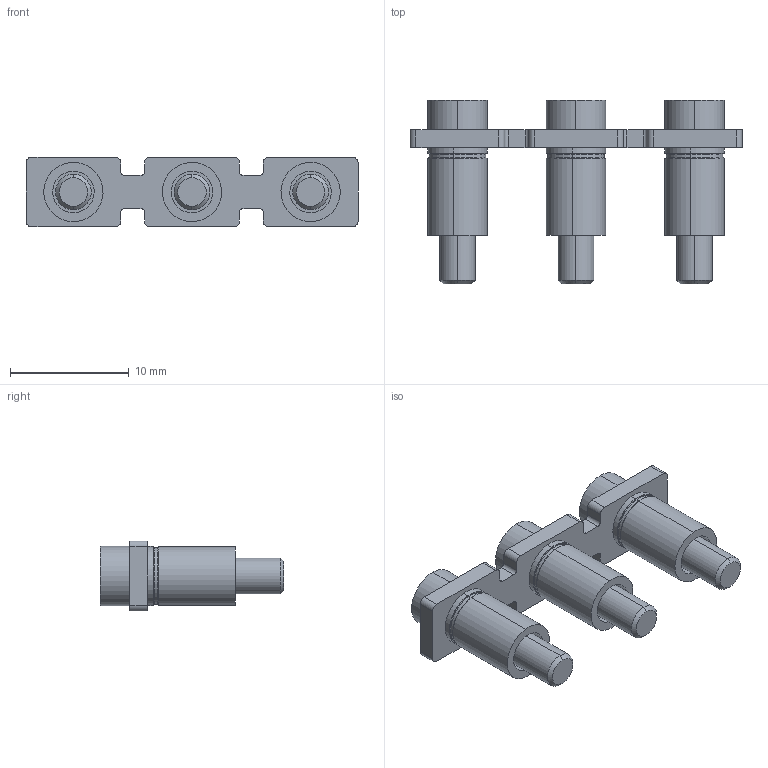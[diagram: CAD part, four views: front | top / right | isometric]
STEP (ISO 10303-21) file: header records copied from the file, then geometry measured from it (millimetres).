
FILE_DESCRIPTION (( 'STEP AP214' ), '1' );
FILE_NAME ('UK 10-3.STP', '2013-04-04T08:24:29', ( 'murat' ), ( 'Microsoft' ), 'SwSTEP 2.0', 'SolidWorks 2013', '' );
FILE_SCHEMA (( 'AUTOMOTIVE_DESIGN' ));
Length unit declared in the file: millimetre
Products named in the file (1): UK 10-3
Bounding box: 28 x 15.5 x 5.9 mm (x, y, z)
Volume: 786.2 mm3; surface area: 1853.5 mm2
Topology: 10 solids, 10 shells, 231 faces, 516 edges, 317 vertices
Faces by surface type: cylinder 98, plane 64, torus 57, cone 12
Entity records: 9200 total; most frequent: DIRECTION 1278, CARTESIAN_POINT 1125, ORIENTED_EDGE 1032, AXIS2_PLACEMENT_3D 542, EDGE_CURVE 516, VERTEX_POINT 317, CIRCLE 310, EDGE_LOOP 261
